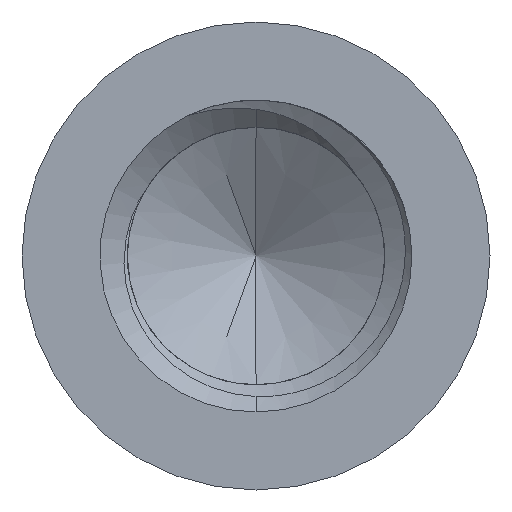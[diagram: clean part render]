
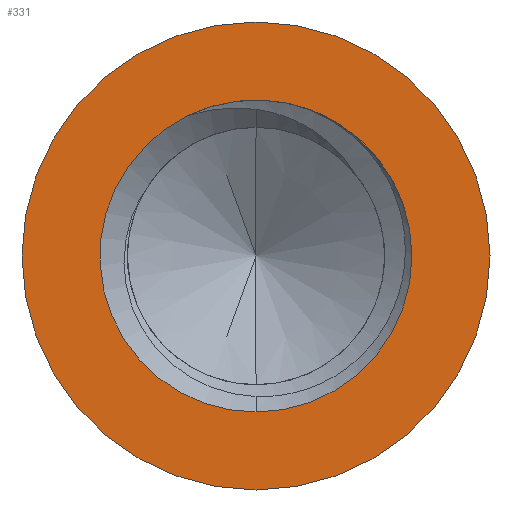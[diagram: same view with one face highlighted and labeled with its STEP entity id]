
A CAD part, front view. The second image highlights one B-rep face of the part: STEP entity #331.
In plain terms, the highlighted planar face has unit normal (0, -1, 0).
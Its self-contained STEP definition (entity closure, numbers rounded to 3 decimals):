
#39 = FACE_BOUND ( 'NONE', #1379, .T. ) ;
#128 = VERTEX_POINT ( 'NONE', #3560 ) ;
#331 = ADVANCED_FACE ( 'NONE', ( #39, #2615 ), #7484, .F. ) ;
#470 = AXIS2_PLACEMENT_3D ( 'NONE', #8054, #7367, #3669 ) ;
#796 = DIRECTION ( 'NONE',  ( 0., 1., 0. ) ) ;
#840 = CARTESIAN_POINT ( 'NONE',  ( 0., 0., -3. ) ) ;
#924 = VERTEX_POINT ( 'NONE', #840 ) ;
#989 = EDGE_LOOP ( 'NONE', ( #4198, #1004 ) ) ;
#990 = EDGE_CURVE ( 'NONE', #4194, #1689, #1606, .T. ) ;
#1004 = ORIENTED_EDGE ( 'NONE', *, *, #7588, .F. ) ;
#1205 = CARTESIAN_POINT ( 'NONE',  ( 0., 0., 0. ) ) ;
#1379 = EDGE_LOOP ( 'NONE', ( #3459, #1693, #1617 ) ) ;
#1414 = EDGE_CURVE ( 'NONE', #924, #7943, #6335, .T. ) ;
#1594 = CARTESIAN_POINT ( 'NONE',  ( 0., 0., -2. ) ) ;
#1606 = CIRCLE ( 'NONE', #3602, 2. ) ;
#1617 = ORIENTED_EDGE ( 'NONE', *, *, #6318, .T. ) ;
#1689 = VERTEX_POINT ( 'NONE', #5297 ) ;
#1693 = ORIENTED_EDGE ( 'NONE', *, *, #990, .T. ) ;
#2051 = CARTESIAN_POINT ( 'NONE',  ( 0., 0., 3. ) ) ;
#2516 = CARTESIAN_POINT ( 'NONE',  ( 0., 0., 0. ) ) ;
#2529 = DIRECTION ( 'NONE',  ( 0., 0., 1. ) ) ;
#2614 = AXIS2_PLACEMENT_3D ( 'NONE', #2516, #6944, #5855 ) ;
#2615 = FACE_OUTER_BOUND ( 'NONE', #989, .T. ) ;
#2841 = CIRCLE ( 'NONE', #470, 3. ) ;
#3127 = AXIS2_PLACEMENT_3D ( 'NONE', #7087, #796, #3431 ) ;
#3431 = DIRECTION ( 'NONE',  ( 0., 0., 1. ) ) ;
#3459 = ORIENTED_EDGE ( 'NONE', *, *, #4061, .T. ) ;
#3560 = CARTESIAN_POINT ( 'NONE',  ( 0.675, 0., 1.883 ) ) ;
#3602 = AXIS2_PLACEMENT_3D ( 'NONE', #8114, #4362, #6874 ) ;
#3669 = DIRECTION ( 'NONE',  ( 0., 0., 1. ) ) ;
#3765 = AXIS2_PLACEMENT_3D ( 'NONE', #3910, #3836, #2529 ) ;
#3836 = DIRECTION ( 'NONE',  ( 0., 1., 0. ) ) ;
#3910 = CARTESIAN_POINT ( 'NONE',  ( 0., 0., 0. ) ) ;
#3984 = CIRCLE ( 'NONE', #3127, 2. ) ;
#4061 = EDGE_CURVE ( 'NONE', #128, #4194, #3984, .T. ) ;
#4194 = VERTEX_POINT ( 'NONE', #1594 ) ;
#4198 = ORIENTED_EDGE ( 'NONE', *, *, #1414, .F. ) ;
#4362 = DIRECTION ( 'NONE',  ( 0., 1., 0. ) ) ;
#4398 = DIRECTION ( 'NONE',  ( 0., 1., 0. ) ) ;
#5297 = CARTESIAN_POINT ( 'NONE',  ( -0.874, 0., 1.799 ) ) ;
#5555 = DIRECTION ( 'NONE',  ( 0., 0., 1. ) ) ;
#5781 = CIRCLE ( 'NONE', #2614, 2. ) ;
#5855 = DIRECTION ( 'NONE',  ( 0., 0., 1. ) ) ;
#6318 = EDGE_CURVE ( 'NONE', #1689, #128, #5781, .T. ) ;
#6335 = CIRCLE ( 'NONE', #3765, 3. ) ;
#6874 = DIRECTION ( 'NONE',  ( 0., 0., 1. ) ) ;
#6944 = DIRECTION ( 'NONE',  ( 0., 1., 0. ) ) ;
#7087 = CARTESIAN_POINT ( 'NONE',  ( 0., 0., 0. ) ) ;
#7367 = DIRECTION ( 'NONE',  ( 0., 1., 0. ) ) ;
#7384 = AXIS2_PLACEMENT_3D ( 'NONE', #1205, #4398, #5555 ) ;
#7484 = PLANE ( 'NONE',  #7384 ) ;
#7588 = EDGE_CURVE ( 'NONE', #7943, #924, #2841, .T. ) ;
#7943 = VERTEX_POINT ( 'NONE', #2051 ) ;
#8054 = CARTESIAN_POINT ( 'NONE',  ( 0., 0., 0. ) ) ;
#8114 = CARTESIAN_POINT ( 'NONE',  ( 0., 0., 0. ) ) ;
